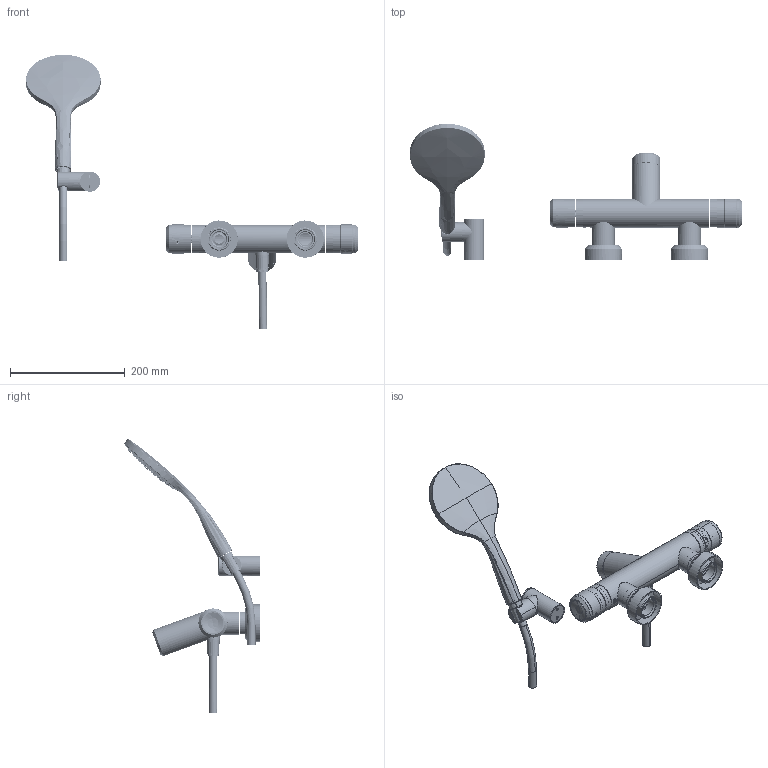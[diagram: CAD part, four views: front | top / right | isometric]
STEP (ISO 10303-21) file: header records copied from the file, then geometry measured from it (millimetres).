
FILE_DESCRIPTION(('CATIA V5 STEP Exchange','CAx-IF Rec.Pracs.--- Model Styling and Organization---1.5--- 2016-08-15','CAx-IF Rec.Pracs.---Supplemental Geometry---1.0---2011-11-01','CAx-IF Rec.Pracs.--- Composite Materials ---3.4---2017-06-13','CAx-IF Rec.Pracs.---Tessellated 3D Geometry---1.0---2015-12-17'),'2;1');
FILE_NAME('CRD21010xx - rendering.stp','2024-02-01T10:39:32+00:00',('none'),('none'),'CATIA Version 5-6 Release 2020 SP2','CATIA V5 STEP AP242 v2','none');
FILE_SCHEMA(('AP242_MANAGED_MODEL_BASED_3D_ENGINEERING_MIM_LF {1 0 10303 442 1 1 4}'));
Products named in the file (1): Product1_AllCATPart
Bounding box: 578.57 x 237.36 x 478.16 mm (x, y, z)
Volume: 510444.4 mm3; surface area: 355229.3 mm2
Topology: 27 solids, 27 shells, 4010 faces, 11061 edges, 7124 vertices
Faces by surface type: plane 1114, torus 1039, cone 722, cylinder 682, bspline 358, sphere 95
Entity records: 176607 total; most frequent: CARTESIAN_POINT 88497, ORIENTED_EDGE 22022, DIRECTION 11330, EDGE_CURVE 11011, VERTEX_POINT 7124, AXIS2_PLACEMENT_3D 6387, CIRCLE 4548, EDGE_LOOP 4388
